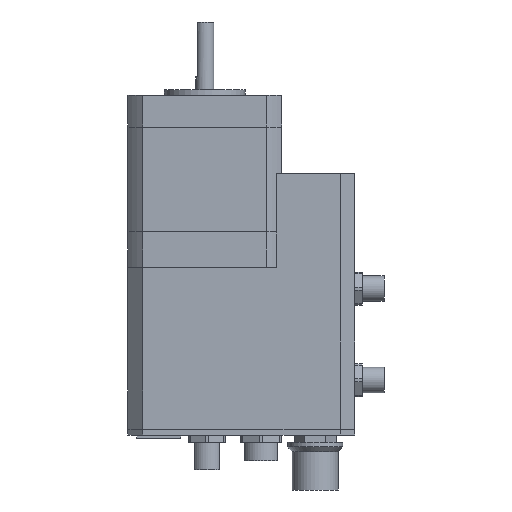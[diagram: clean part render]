
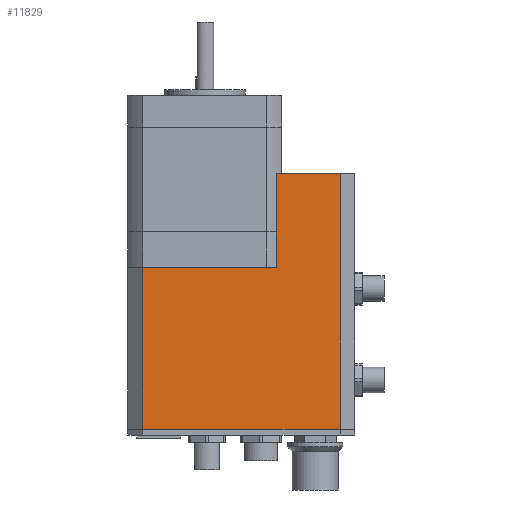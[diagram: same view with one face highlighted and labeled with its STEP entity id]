
A CAD part, front view. The second image highlights one B-rep face of the part: STEP entity #11829.
In plain terms, the highlighted planar face has unit normal (0, -1, 0).
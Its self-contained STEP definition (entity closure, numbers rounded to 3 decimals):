
#105 = FACE_OUTER_BOUND ( 'NONE', #10794, .T. ) ;
#360 = VECTOR ( 'NONE', #3127, 1000. ) ;
#415 = ORIENTED_EDGE ( 'NONE', *, *, #3145, .F. ) ;
#578 = LINE ( 'NONE', #8095, #360 ) ;
#917 = DIRECTION ( 'NONE',  ( 1., 0., 0. ) ) ;
#1077 = DIRECTION ( 'NONE',  ( -1., 0., 0. ) ) ;
#1361 = CARTESIAN_POINT ( 'NONE',  ( 19.5, -21., -21.4 ) ) ;
#1506 = EDGE_CURVE ( 'NONE', #2360, #4814, #3558, .T. ) ;
#1590 = EDGE_CURVE ( 'NONE', #3956, #3437, #5573, .T. ) ;
#1835 = VERTEX_POINT ( 'NONE', #8113 ) ;
#2360 = VERTEX_POINT ( 'NONE', #3406 ) ;
#2699 = DIRECTION ( 'NONE',  ( 0., 0., 1. ) ) ;
#2800 = CARTESIAN_POINT ( 'NONE',  ( 37., -21., -91.25 ) ) ;
#3127 = DIRECTION ( 'NONE',  ( -1., 0., 0. ) ) ;
#3145 = EDGE_CURVE ( 'NONE', #1835, #2360, #11235, .T. ) ;
#3324 = DIRECTION ( 'NONE',  ( 0., 0., -1. ) ) ;
#3406 = CARTESIAN_POINT ( 'NONE',  ( -17., -21., -91.25 ) ) ;
#3434 = VERTEX_POINT ( 'NONE', #6584 ) ;
#3437 = VERTEX_POINT ( 'NONE', #4617 ) ;
#3457 = ORIENTED_EDGE ( 'NONE', *, *, #6250, .T. ) ;
#3558 = LINE ( 'NONE', #11141, #7729 ) ;
#3810 = CARTESIAN_POINT ( 'NONE',  ( 37., -21., -21.4 ) ) ;
#3956 = VERTEX_POINT ( 'NONE', #6867 ) ;
#4422 = CARTESIAN_POINT ( 'NONE',  ( 37., -21., -91.25 ) ) ;
#4425 = VECTOR ( 'NONE', #3324, 1000. ) ;
#4435 = AXIS2_PLACEMENT_3D ( 'NONE', #5676, #8778, #1077 ) ;
#4617 = CARTESIAN_POINT ( 'NONE',  ( 37., -21., -21.4 ) ) ;
#4814 = VERTEX_POINT ( 'NONE', #10602 ) ;
#5573 = LINE ( 'NONE', #3810, #7508 ) ;
#5676 = CARTESIAN_POINT ( 'NONE',  ( 37., -21., -91.25 ) ) ;
#6250 = EDGE_CURVE ( 'NONE', #1835, #3437, #7265, .T. ) ;
#6584 = CARTESIAN_POINT ( 'NONE',  ( 19.5, -21., -47. ) ) ;
#6673 = PLANE ( 'NONE',  #4435 ) ;
#6867 = CARTESIAN_POINT ( 'NONE',  ( 19.5, -21., -21.4 ) ) ;
#7265 = LINE ( 'NONE', #4422, #10810 ) ;
#7508 = VECTOR ( 'NONE', #917, 1000. ) ;
#7729 = VECTOR ( 'NONE', #2699, 1000. ) ;
#8095 = CARTESIAN_POINT ( 'NONE',  ( 37., -21., -47. ) ) ;
#8113 = CARTESIAN_POINT ( 'NONE',  ( 37., -21., -91.25 ) ) ;
#8201 = ORIENTED_EDGE ( 'NONE', *, *, #1590, .F. ) ;
#8233 = EDGE_CURVE ( 'NONE', #3434, #4814, #578, .T. ) ;
#8778 = DIRECTION ( 'NONE',  ( 0., 1., 0. ) ) ;
#9049 = DIRECTION ( 'NONE',  ( 0., 0., 1. ) ) ;
#9330 = ORIENTED_EDGE ( 'NONE', *, *, #1506, .F. ) ;
#9381 = DIRECTION ( 'NONE',  ( -1., 0., 0. ) ) ;
#9745 = ORIENTED_EDGE ( 'NONE', *, *, #11153, .T. ) ;
#9806 = LINE ( 'NONE', #1361, #4425 ) ;
#10094 = ORIENTED_EDGE ( 'NONE', *, *, #8233, .T. ) ;
#10602 = CARTESIAN_POINT ( 'NONE',  ( -17., -21., -47. ) ) ;
#10794 = EDGE_LOOP ( 'NONE', ( #3457, #8201, #9745, #10094, #9330, #415 ) ) ;
#10810 = VECTOR ( 'NONE', #9049, 1000. ) ;
#11141 = CARTESIAN_POINT ( 'NONE',  ( -17., -21., -91.25 ) ) ;
#11153 = EDGE_CURVE ( 'NONE', #3956, #3434, #9806, .T. ) ;
#11234 = VECTOR ( 'NONE', #9381, 1000. ) ;
#11235 = LINE ( 'NONE', #2800, #11234 ) ;
#11829 = ADVANCED_FACE ( 'NONE', ( #105 ), #6673, .F. ) ;
